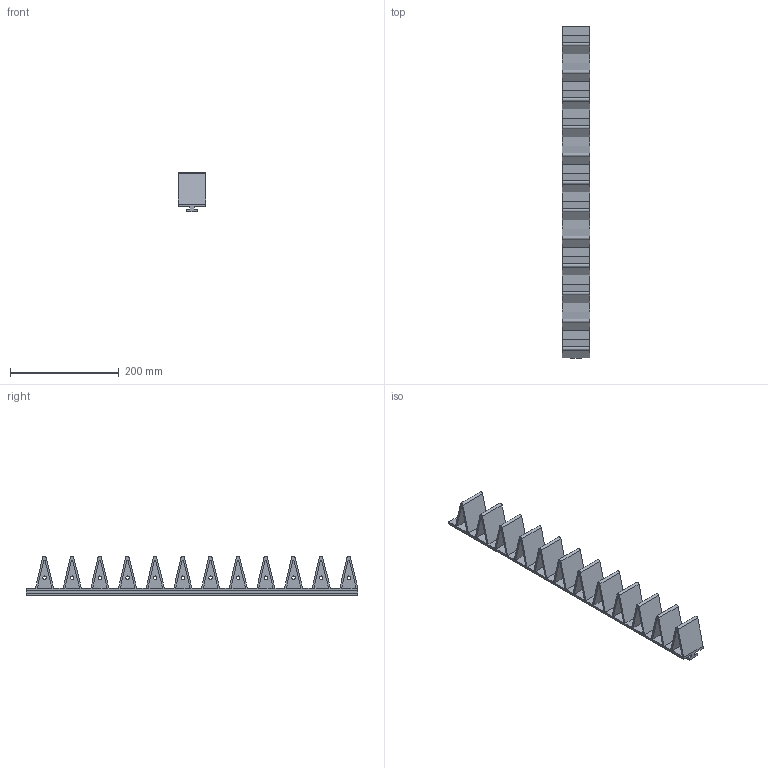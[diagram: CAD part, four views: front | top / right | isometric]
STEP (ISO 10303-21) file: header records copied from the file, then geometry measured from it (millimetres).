
FILE_DESCRIPTION(('CATIA V5 STEP Exchange','CAx-IF Rec.Pracs.--- Model Styling and Organization---1.4--- 2014-01-23'),'2;1');
FILE_NAME('Open CASCADE Shape Model','2023-12-15T10:14:44',('none'),( 'none'),'Open CASCADE STEP processor 7.6', 'CATIA V5 STEP AP214 Edition 3 v1','Unknown');
FILE_SCHEMA(('AUTOMOTIVE_DESIGN_CC2 { 1 2 10303 214 -1 1 5 4 }'));
Length unit declared in the file: millimetre
Products named in the file (1): DE100 SEPARATOR DUNNAGE
Bounding box: 50.8 x 609.6 x 73.02 mm (x, y, z)
Volume: 513959.9 mm3; surface area: 247726.6 mm2
Topology: 1 solids, 1 shells, 205 faces, 537 edges, 358 vertices
Faces by surface type: plane 145, cylinder 60
Entity records: 6360 total; most frequent: CARTESIAN_POINT 1101, ORIENTED_EDGE 1074, DIRECTION 1069, EDGE_CURVE 537, LINE 417, VECTOR 417, VERTEX_POINT 358, AXIS2_PLACEMENT_3D 326
